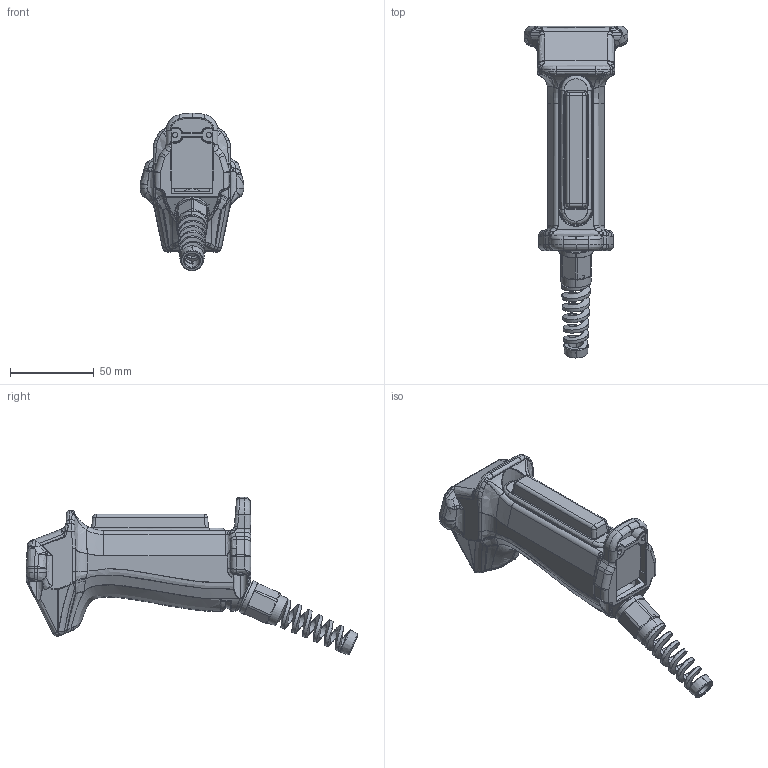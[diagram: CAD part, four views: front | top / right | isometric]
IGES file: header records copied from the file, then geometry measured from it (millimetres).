
Start section: SolidWorks IGES file using analytic representation for surfaces
Global section: file name: OUTSIDE-HE2G-21S.IGS,15; native system: HSolidWorks 2010; preprocessor: SolidWorks 2010; author: 2606; date: 110721.110943; units: millimetre
Bounding box: 62 x 198.01 x 94.09 mm (x, y, z)
Surface area: 37696 mm2 (no closed solid volume)
Topology: 0 solids, 0 shells, 1238 faces, 10802 edges, 10779 vertices
Faces by surface type: bspline 927, revolution 311
